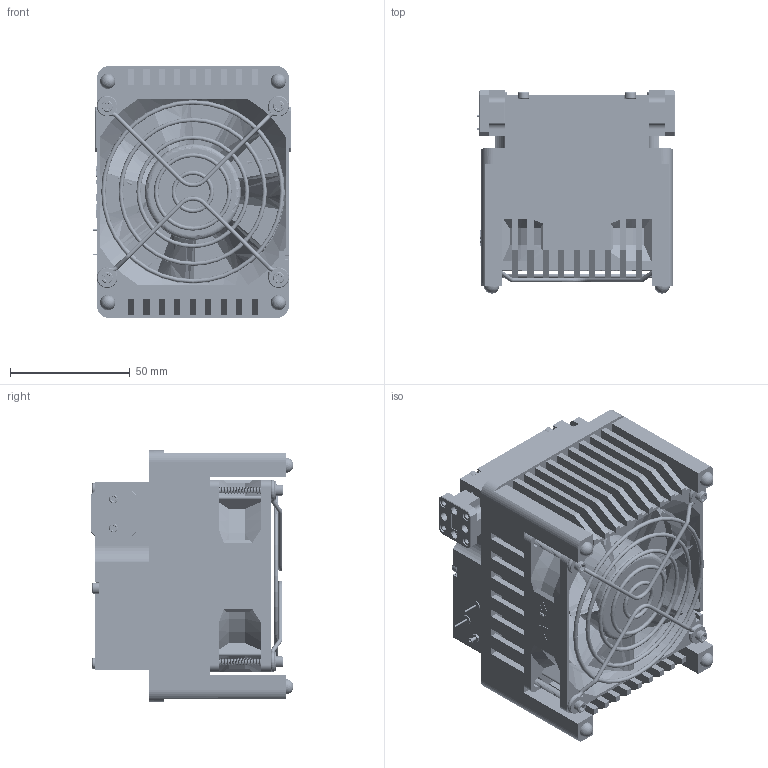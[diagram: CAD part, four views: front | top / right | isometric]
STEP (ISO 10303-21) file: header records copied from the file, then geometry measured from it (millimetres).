
FILE_DESCRIPTION (( 'STEP AP214' ), '1' );
FILE_NAME ('BF-SA-2-SR-H95.STEP', '2025-12-11T00:38:14', ( '' ), ( '' ), 'SwSTEP 2.0', 'SolidWorks 2021', '' );
FILE_SCHEMA (( 'AUTOMOTIVE_DESIGN' ));
Length unit declared in the file: inch
Products named in the file (1): BF-SA-2-SR-H95
Bounding box: 82.3 x 84.58 x 105 mm (x, y, z)
Volume: 403635.3 mm3; surface area: 151145.2 mm2
Topology: 50 solids, 50 shells, 3362 faces, 8927 edges, 5812 vertices
Faces by surface type: cylinder 1455, plane 1249, cone 289, bspline 269, torus 96, sphere 4
Entity records: 184951 total; most frequent: CARTESIAN_POINT 63894, ORIENTED_EDGE 17764, DIRECTION 13868, EDGE_CURVE 8882, VERTEX_POINT 5808, AXIS2_PLACEMENT_3D 4924, VECTOR 4020, LINE 4020
